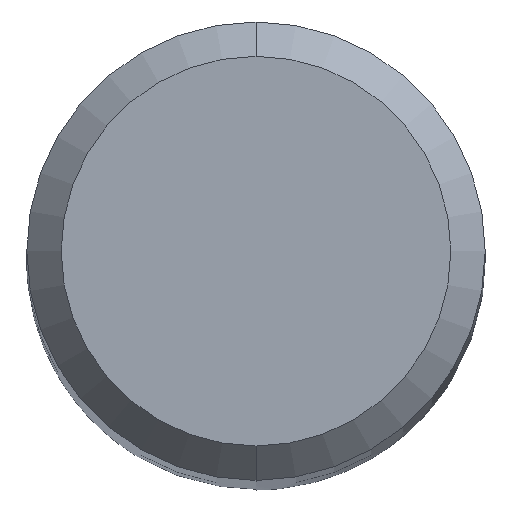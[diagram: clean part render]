
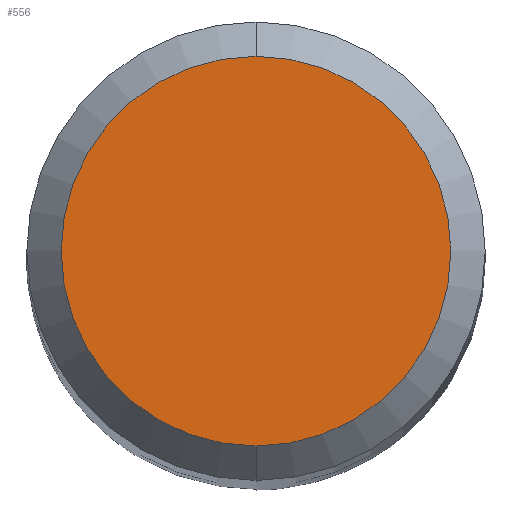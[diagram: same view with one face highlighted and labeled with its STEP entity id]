
A CAD part, top view. The second image highlights one B-rep face of the part: STEP entity #556.
In plain terms, the highlighted planar face has unit normal (0, 0, 1).
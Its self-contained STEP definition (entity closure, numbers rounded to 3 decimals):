
#428=VERTEX_POINT('',#1058);
#556=ADVANCED_FACE('',(#1195),#1196,.T.);
#646=EDGE_CURVE('',#934,#428,#1294,.T.);
#652=EDGE_CURVE('',#428,#934,#1300,.T.);
#934=VERTEX_POINT('',#1614);
#1058=CARTESIAN_POINT('',(0.,-1.7,0.0));
#1195=FACE_OUTER_BOUND('',#2021,.T.);
#1196=PLANE('',#2022);
#1294=CIRCLE('',#2193,1.7);
#1300=CIRCLE('',#2205,1.7);
#1614=CARTESIAN_POINT('',(0.0,1.7,0.0));
#2021=EDGE_LOOP('',(#2979,#2980));
#2022=AXIS2_PLACEMENT_3D('',#2981,#2982,#2983);
#2193=AXIS2_PLACEMENT_3D('',#3078,#3079,#3080);
#2205=AXIS2_PLACEMENT_3D('',#3084,#3085,#3086);
#2979=ORIENTED_EDGE('',*,*,#646,.F.);
#2980=ORIENTED_EDGE('',*,*,#652,.F.);
#2981=CARTESIAN_POINT('',(0.0,0.85,0.0));
#2982=DIRECTION('',(-0.0,0.0,1.0));
#2983=DIRECTION('',(0.0,-1.0,0.0));
#3078=CARTESIAN_POINT('',(0.0,0.0,0.0));
#3079=DIRECTION('',(0.0,0.0,-1.0));
#3080=DIRECTION('',(0.0,1.0,0.0));
#3084=CARTESIAN_POINT('',(0.0,0.0,0.0));
#3085=DIRECTION('',(0.0,0.0,-1.0));
#3086=DIRECTION('',(0.0,1.0,0.0));
